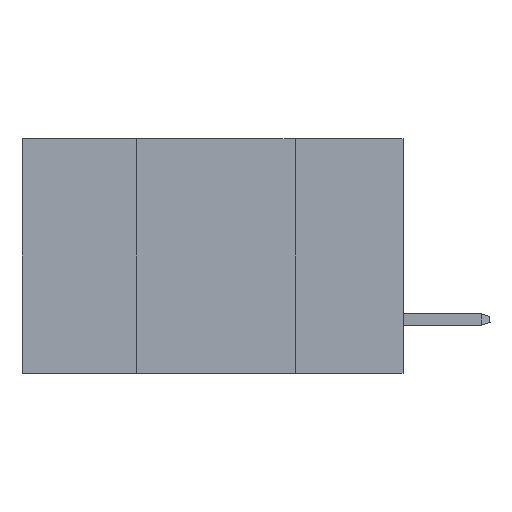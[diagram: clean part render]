
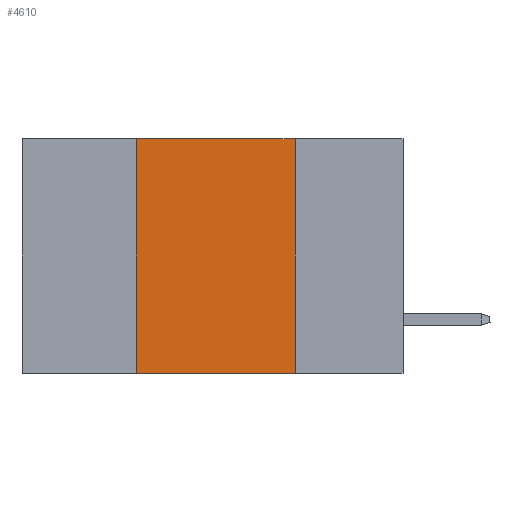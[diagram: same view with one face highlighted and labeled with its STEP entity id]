
A CAD part, left-side view. The second image highlights one B-rep face of the part: STEP entity #4610.
In plain terms, the highlighted planar face has unit normal (-1, 0, 0).
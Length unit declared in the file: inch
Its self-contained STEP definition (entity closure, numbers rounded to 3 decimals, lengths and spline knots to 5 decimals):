
#182 = LINE ( 'NONE', #19264, #4570 ) ;
#1064 = ORIENTED_EDGE ( 'NONE', *, *, #12882, .F. ) ;
#2175 = CARTESIAN_POINT ( 'NONE',  ( 0., 0.17, 0. ) ) ;
#2183 = VERTEX_POINT ( 'NONE', #19850 ) ;
#3503 = DIRECTION ( 'NONE',  ( 0., -1., 0. ) ) ;
#4363 = EDGE_LOOP ( 'NONE', ( #1064, #20749, #20720, #19221 ) ) ;
#4570 = VECTOR ( 'NONE', #14659, 39.37008 ) ;
#4610 = ADVANCED_FACE ( 'NONE', ( #16507 ), #10263, .F. ) ;
#5910 = CARTESIAN_POINT ( 'NONE',  ( 0., 0.6, 0. ) ) ;
#7426 = VERTEX_POINT ( 'NONE', #15309 ) ;
#9935 = EDGE_CURVE ( 'NONE', #23244, #13148, #182, .T. ) ;
#10263 = PLANE ( 'NONE',  #19604 ) ;
#11743 = CARTESIAN_POINT ( 'NONE',  ( 0., 0.6, -0.37 ) ) ;
#12541 = CARTESIAN_POINT ( 'NONE',  ( 0., 0.42, -0.37 ) ) ;
#12882 = EDGE_CURVE ( 'NONE', #2183, #7426, #14575, .T. ) ;
#13148 = VERTEX_POINT ( 'NONE', #14224 ) ;
#14224 = CARTESIAN_POINT ( 'NONE',  ( 0., 0.42, 0. ) ) ;
#14277 = DIRECTION ( 'NONE',  ( 1., 0., 0. ) ) ;
#14412 = DIRECTION ( 'NONE',  ( 0., 0., -1. ) ) ;
#14575 = LINE ( 'NONE', #2175, #18559 ) ;
#14659 = DIRECTION ( 'NONE',  ( 0., 0., 1. ) ) ;
#15309 = CARTESIAN_POINT ( 'NONE',  ( 0., 0.17, -0.37 ) ) ;
#16460 = VECTOR ( 'NONE', #3503, 39.37008 ) ;
#16461 = LINE ( 'NONE', #11743, #16460 ) ;
#16507 = FACE_OUTER_BOUND ( 'NONE', #4363, .T. ) ;
#17841 = EDGE_CURVE ( 'NONE', #23244, #7426, #16461, .T. ) ;
#18559 = VECTOR ( 'NONE', #23076, 39.37008 ) ;
#19221 = ORIENTED_EDGE ( 'NONE', *, *, #17841, .T. ) ;
#19264 = CARTESIAN_POINT ( 'NONE',  ( 0., 0.42, 0. ) ) ;
#19604 = AXIS2_PLACEMENT_3D ( 'NONE', #5910, #14277, #14412 ) ;
#19850 = CARTESIAN_POINT ( 'NONE',  ( 0., 0.17, 0. ) ) ;
#20633 = VECTOR ( 'NONE', #21601, 39.37008 ) ;
#20720 = ORIENTED_EDGE ( 'NONE', *, *, #9935, .F. ) ;
#20749 = ORIENTED_EDGE ( 'NONE', *, *, #23296, .F. ) ;
#21045 = LINE ( 'NONE', #21327, #20633 ) ;
#21327 = CARTESIAN_POINT ( 'NONE',  ( 0., 0.6, 0. ) ) ;
#21601 = DIRECTION ( 'NONE',  ( 0., -1., 0. ) ) ;
#23076 = DIRECTION ( 'NONE',  ( 0., 0., -1. ) ) ;
#23244 = VERTEX_POINT ( 'NONE', #12541 ) ;
#23296 = EDGE_CURVE ( 'NONE', #13148, #2183, #21045, .T. ) ;
